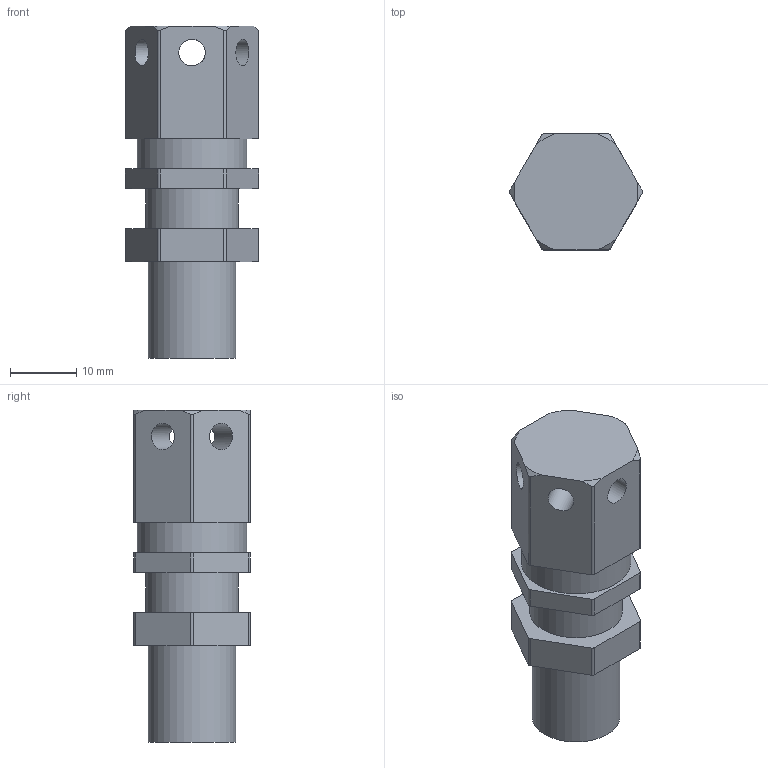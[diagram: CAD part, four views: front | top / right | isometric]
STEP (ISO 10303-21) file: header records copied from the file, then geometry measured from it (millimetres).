
FILE_DESCRIPTION(/* description */ ('Pressure Relief Valve'),/* implementation_level */ '2;1');
FILE_NAME(/* name */ 'Pneumatics_Norgren_16-004-011.ipt.step',/* time_stamp */ '2015-01-02T18:40:20-08:00',/* author */ ('Autodesk, Inc.'),/* organization */ ('Autodesk, Inc.'),/* preprocessor_version */ 'ST-DEVELOPER v15.6',/* originating_system */ 'Autodesk Inventor 2015',/* authorisation */ '');
FILE_SCHEMA (('AUTOMOTIVE_DESIGN { 1 0 10303 214 3 1 1 }'));
Length unit declared in the file: millimetre
Products named in the file (1): Pneumatics_Norgren_16-004-011
Bounding box: 20.05 x 17.5 x 50 mm (x, y, z)
Volume: 9097.7 mm3; surface area: 4530 mm2
Topology: 1 solids, 1 shells, 59 faces, 173 edges, 116 vertices
Faces by surface type: cylinder 28, plane 25, cone 6
Full cylindrical faces by diameter (mm): 4 x6, 5 x1, 13.25 x1, 14 x1, 16.5 x1
Entity records: 2012 total; most frequent: CARTESIAN_POINT 489, ORIENTED_EDGE 314, DIRECTION 302, EDGE_CURVE 157, AXIS2_PLACEMENT_3D 115, VERTEX_POINT 110, EDGE_LOOP 81, LINE 72
